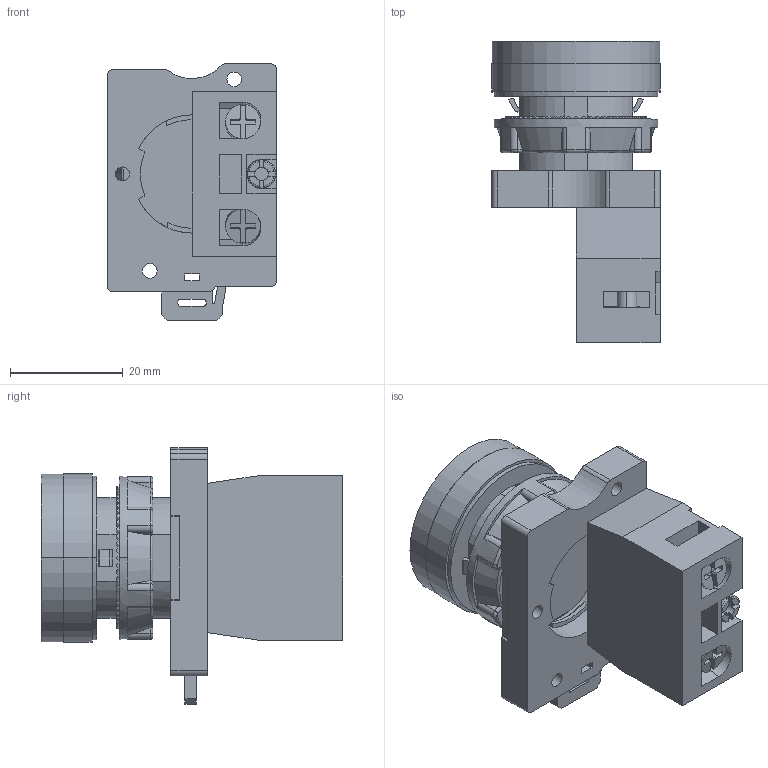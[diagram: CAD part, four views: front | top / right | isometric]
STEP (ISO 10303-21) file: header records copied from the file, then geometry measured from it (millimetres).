
FILE_DESCRIPTION((''),'2;1');
FILE_NAME('1','2024-05-11T',('Administrator'),('zyb.com'),'PRO/ENGINEER BY PARAMETRIC TECHNOLOGY CORPORATION, 2010280','PRO/ENGINEER BY PARAMETRIC TECHNOLOGY CORPORATION, 2010280','');
FILE_SCHEMA(('CONFIG_CONTROL_DESIGN','SHAPE_APPEARANCE_LAYERS_GROUPS'));
Length unit declared in the file: millimetre
Products named in the file (1): 1
Bounding box: 30 x 53.5 x 45.5 mm (x, y, z)
Volume: 26754.4 mm3; surface area: 13393 mm2
Topology: 1 solids, 1 shells, 774 faces, 2091 edges, 1339 vertices
Faces by surface type: cylinder 281, plane 269, bspline 186, torus 24, cone 10, extrusion 4
Entity records: 35620 total; most frequent: CARTESIAN_POINT 9212, ORIENTED_EDGE 4182, DIRECTION 3429, PRESENTATION_STYLE_ASSIGNMENT 2215, STYLED_ITEM 2096, CURVE_STYLE 2095, EDGE_CURVE 2091, VERTEX_POINT 1339
